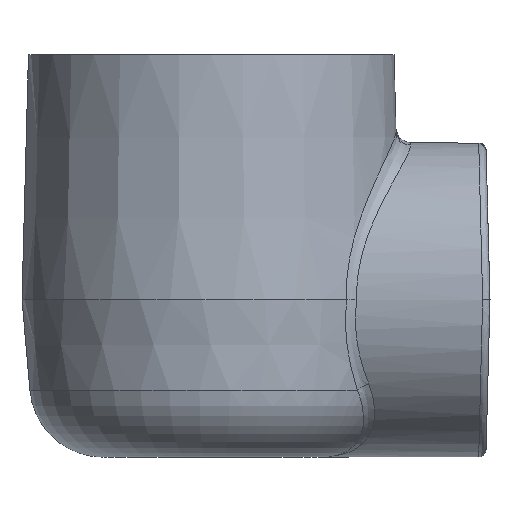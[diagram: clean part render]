
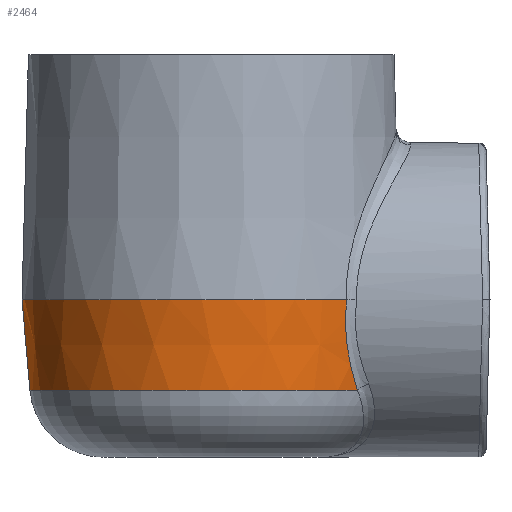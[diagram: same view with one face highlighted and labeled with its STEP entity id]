
A CAD part, left-side view. The second image highlights one B-rep face of the part: STEP entity #2464.
In plain terms, the highlighted conical face has half-angle 5 degrees and reference radius 41.08 mm.
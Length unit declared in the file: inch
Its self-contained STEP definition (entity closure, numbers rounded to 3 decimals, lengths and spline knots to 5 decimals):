
#254=LINE('',#7498,#333);
#333=VECTOR('',#3279,0.77643);
#430=FACE_OUTER_BOUND('',#611,.T.);
#611=EDGE_LOOP('',(#1877,#1878,#1879,#1880,#1881));
#814=CIRCLE('',#2708,1.61732);
#817=CIRCLE('',#2727,1.61732);
#824=CIRCLE('',#2745,1.54965);
#990=B_SPLINE_CURVE_WITH_KNOTS('',3,(#7502,#7503,#7504,#7505,#7506,#7507,
#7508,#7509,#7510,#7511,#7512,#7513,#7514,#7515,#7516,#7517,#7518,#7519,
#7520,#7521,#7522,#7523,#7524,#7525,#7526,#7527,#7528,#7529,#7530,#7531,
#7532,#7533,#7534,#7535,#7536,#7537,#7538,#7539,#7540,#7541,#7542,#7543,
#7544,#7545,#7546,#7547,#7548,#7549,#7550,#7551,#7552,#7553),
 .UNSPECIFIED.,.F.,.F.,(4,3,3,3,3,3,3,3,3,3,3,3,3,3,3,3,3,4),(0.,0.12433,
0.25,0.25018,0.36869,0.37772,0.44182,
0.5,0.50582,0.5625,0.56975,0.625,0.63375,0.75,
0.76192,0.89038,0.95462,1.),.UNSPECIFIED.);
#1141=VERTEX_POINT('',#5297);
#1143=VERTEX_POINT('',#5303);
#1165=VERTEX_POINT('',#6913);
#1173=VERTEX_POINT('',#7496);
#1174=VERTEX_POINT('',#7500);
#1391=EDGE_CURVE('',#1141,#1143,#814,.T.);
#1422=EDGE_CURVE('',#1143,#1165,#817,.T.);
#1442=EDGE_CURVE('',#1173,#1141,#254,.T.);
#1443=EDGE_CURVE('',#1173,#1174,#824,.T.);
#1444=EDGE_CURVE('',#1174,#1165,#990,.T.);
#1877=ORIENTED_EDGE('',*,*,#1443,.T.);
#1878=ORIENTED_EDGE('',*,*,#1444,.T.);
#1879=ORIENTED_EDGE('',*,*,#1422,.F.);
#1880=ORIENTED_EDGE('',*,*,#1391,.F.);
#1881=ORIENTED_EDGE('',*,*,#1442,.F.);
#2409=CONICAL_SURFACE('',#2744,1.61732,0.087);
#2464=ADVANCED_FACE('',(#430),#2409,.T.);
#2708=AXIS2_PLACEMENT_3D('',#5304,#3197,#3198);
#2727=AXIS2_PLACEMENT_3D('',#6914,#3241,#3242);
#2744=AXIS2_PLACEMENT_3D('',#7499,#3280,#3281);
#2745=AXIS2_PLACEMENT_3D('',#7501,#3282,#3283);
#3197=DIRECTION('center_axis',(0.,0.,1.));
#3198=DIRECTION('ref_axis',(1.,0.,0.));
#3241=DIRECTION('center_axis',(0.,0.,1.));
#3242=DIRECTION('ref_axis',(1.,0.,0.));
#3279=DIRECTION('',(0.,0.087,0.996));
#3280=DIRECTION('center_axis',(0.,0.,1.));
#3281=DIRECTION('ref_axis',(1.,0.,0.));
#3282=DIRECTION('center_axis',(0.,0.,1.));
#3283=DIRECTION('ref_axis',(1.,0.,0.));
#5297=CARTESIAN_POINT('',(-0.00527,2.35422,0.));
#5303=CARTESIAN_POINT('',(-1.13684,-0.41864,0.));
#5304=CARTESIAN_POINT('Origin',(-0.00527,0.7369,
0.));
#6913=CARTESIAN_POINT('',(-1.13568,-0.41978,0.));
#6914=CARTESIAN_POINT('Origin',(-0.00527,0.7369,
0.));
#7496=CARTESIAN_POINT('',(-0.00527,2.28655,-0.77347));
#7498=CARTESIAN_POINT('',(-0.00527,2.28655,-0.77347));
#7499=CARTESIAN_POINT('Origin',(-0.00527,0.7369,
0.));
#7500=CARTESIAN_POINT('',(-0.92105,-0.51321,-0.77347));
#7501=CARTESIAN_POINT('Origin',(-0.00527,0.7369,
-0.77347));
#7502=CARTESIAN_POINT('Ctrl Pts',(-0.92105,-0.51321,-0.77347));
#7503=CARTESIAN_POINT('Ctrl Pts',(-0.9379,-0.50395,
-0.74502));
#7504=CARTESIAN_POINT('Ctrl Pts',(-0.95378,-0.49502,
-0.71607));
#7505=CARTESIAN_POINT('Ctrl Pts',(-0.9687,-0.48655,
-0.68662));
#7506=CARTESIAN_POINT('Ctrl Pts',(-0.98379,-0.47799,
-0.65686));
#7507=CARTESIAN_POINT('Ctrl Pts',(-0.99789,-0.46989,
-0.62658));
#7508=CARTESIAN_POINT('Ctrl Pts',(-1.01104,-0.46238,
-0.59576));
#7509=CARTESIAN_POINT('Ctrl Pts',(-1.01106,-0.46237,
-0.59572));
#7510=CARTESIAN_POINT('Ctrl Pts',(-1.01108,-0.46236,
-0.59567));
#7511=CARTESIAN_POINT('Ctrl Pts',(-1.0111,-0.46235,
-0.59563));
#7512=CARTESIAN_POINT('Ctrl Pts',(-1.0235,-0.45527,-0.56656));
#7513=CARTESIAN_POINT('Ctrl Pts',(-1.03501,-0.44873,
-0.53708));
#7514=CARTESIAN_POINT('Ctrl Pts',(-1.0457,-0.44282,
-0.50701));
#7515=CARTESIAN_POINT('Ctrl Pts',(-1.04651,-0.44237,
-0.50472));
#7516=CARTESIAN_POINT('Ctrl Pts',(-1.04732,-0.44192,
-0.50242));
#7517=CARTESIAN_POINT('Ctrl Pts',(-1.04812,-0.44147,
-0.50012));
#7518=CARTESIAN_POINT('Ctrl Pts',(-1.05383,-0.43833,
-0.48381));
#7519=CARTESIAN_POINT('Ctrl Pts',(-1.05929,-0.43537,
-0.46732));
#7520=CARTESIAN_POINT('Ctrl Pts',(-1.06449,-0.43263,
-0.45071));
#7521=CARTESIAN_POINT('Ctrl Pts',(-1.06921,-0.43013,
-0.43562));
#7522=CARTESIAN_POINT('Ctrl Pts',(-1.0737,-0.42782,-0.42043));
#7523=CARTESIAN_POINT('Ctrl Pts',(-1.07799,-0.42569,-0.4051));
#7524=CARTESIAN_POINT('Ctrl Pts',(-1.07842,-0.42548,
-0.40356));
#7525=CARTESIAN_POINT('Ctrl Pts',(-1.07884,-0.42527,
-0.40203));
#7526=CARTESIAN_POINT('Ctrl Pts',(-1.07927,-0.42506,
-0.40049));
#7527=CARTESIAN_POINT('Ctrl Pts',(-1.0834,-0.42302,
-0.38552));
#7528=CARTESIAN_POINT('Ctrl Pts',(-1.08732,-0.42117,-0.37043));
#7529=CARTESIAN_POINT('Ctrl Pts',(-1.09101,-0.41952,
-0.35534));
#7530=CARTESIAN_POINT('Ctrl Pts',(-1.09148,-0.41931,
-0.35341));
#7531=CARTESIAN_POINT('Ctrl Pts',(-1.09195,-0.4191,
-0.35148));
#7532=CARTESIAN_POINT('Ctrl Pts',(-1.09241,-0.4189,
-0.34955));
#7533=CARTESIAN_POINT('Ctrl Pts',(-1.09595,-0.41734,
-0.33483));
#7534=CARTESIAN_POINT('Ctrl Pts',(-1.09926,-0.41598,
-0.32008));
#7535=CARTESIAN_POINT('Ctrl Pts',(-1.10236,-0.41481,
-0.3053));
#7536=CARTESIAN_POINT('Ctrl Pts',(-1.10285,-0.41463,
-0.30296));
#7537=CARTESIAN_POINT('Ctrl Pts',(-1.10334,-0.41445,
-0.30062));
#7538=CARTESIAN_POINT('Ctrl Pts',(-1.10382,-0.41427,
-0.29827));
#7539=CARTESIAN_POINT('Ctrl Pts',(-1.11019,-0.41195,-0.26715));
#7540=CARTESIAN_POINT('Ctrl Pts',(-1.11561,-0.41051,
-0.23589));
#7541=CARTESIAN_POINT('Ctrl Pts',(-1.12008,-0.41,-0.2045));
#7542=CARTESIAN_POINT('Ctrl Pts',(-1.12054,-0.40994,
-0.20128));
#7543=CARTESIAN_POINT('Ctrl Pts',(-1.12099,-0.4099,-0.19806));
#7544=CARTESIAN_POINT('Ctrl Pts',(-1.12143,-0.40987,
-0.19484));
#7545=CARTESIAN_POINT('Ctrl Pts',(-1.12615,-0.40951,
-0.16012));
#7546=CARTESIAN_POINT('Ctrl Pts',(-1.12971,-0.41029,
-0.12527));
#7547=CARTESIAN_POINT('Ctrl Pts',(-1.13211,-0.41223,
-0.09022));
#7548=CARTESIAN_POINT('Ctrl Pts',(-1.1333,-0.4132,
-0.0727));
#7549=CARTESIAN_POINT('Ctrl Pts',(-1.13421,-0.41446,
-0.05513));
#7550=CARTESIAN_POINT('Ctrl Pts',(-1.13483,-0.41603,
-0.03747));
#7551=CARTESIAN_POINT('Ctrl Pts',(-1.13526,-0.41713,-0.025));
#7552=CARTESIAN_POINT('Ctrl Pts',(-1.13554,-0.41838,
-0.01249));
#7553=CARTESIAN_POINT('Ctrl Pts',(-1.13568,-0.41978,
0.));
